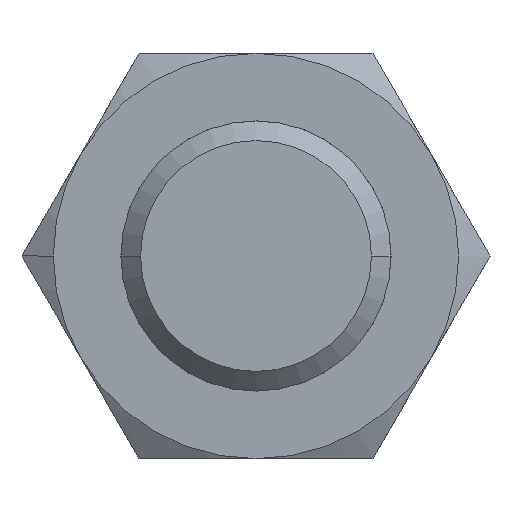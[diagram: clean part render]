
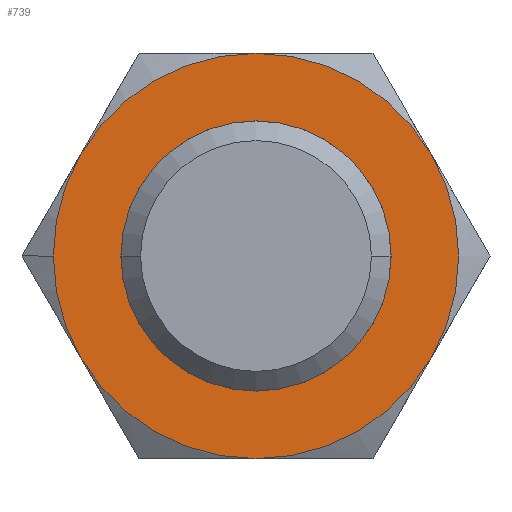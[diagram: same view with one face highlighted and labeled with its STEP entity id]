
A CAD part, front view. The second image highlights one B-rep face of the part: STEP entity #739.
In plain terms, the highlighted planar face has unit normal (0, -1, 0).
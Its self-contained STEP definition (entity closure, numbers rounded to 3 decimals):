
#5 = AXIS2_PLACEMENT_3D ( 'NONE', #421, #480, #722 ) ;
#15 = CARTESIAN_POINT ( 'NONE',  ( 0., 0., -9. ) ) ;
#19 = CARTESIAN_POINT ( 'NONE',  ( 9., 0., 0. ) ) ;
#27 = CARTESIAN_POINT ( 'NONE',  ( 0., 0., 0. ) ) ;
#32 = CARTESIAN_POINT ( 'NONE',  ( -7.794, 0., 4.5 ) ) ;
#40 = CIRCLE ( 'NONE', #703, 9. ) ;
#47 = CARTESIAN_POINT ( 'NONE',  ( -7.794, 0., -4.5 ) ) ;
#55 = ORIENTED_EDGE ( 'NONE', *, *, #683, .F. ) ;
#80 = VERTEX_POINT ( 'NONE', #733 ) ;
#91 = DIRECTION ( 'NONE',  ( 0., 1., 0. ) ) ;
#105 = ORIENTED_EDGE ( 'NONE', *, *, #384, .T. ) ;
#108 = DIRECTION ( 'NONE',  ( -1., 0., 0. ) ) ;
#111 = EDGE_LOOP ( 'NONE', ( #105, #720 ) ) ;
#166 = PLANE ( 'NONE',  #508 ) ;
#170 = FACE_OUTER_BOUND ( 'NONE', #582, .T. ) ;
#177 = ORIENTED_EDGE ( 'NONE', *, *, #440, .F. ) ;
#182 = EDGE_CURVE ( 'NONE', #823, #790, #370, .T. ) ;
#183 = DIRECTION ( 'NONE',  ( -1., 0., 0. ) ) ;
#206 = VERTEX_POINT ( 'NONE', #15 ) ;
#224 = CARTESIAN_POINT ( 'NONE',  ( 0., 0., 0. ) ) ;
#242 = DIRECTION ( 'NONE',  ( -1., 0., 0. ) ) ;
#244 = DIRECTION ( 'NONE',  ( 0., 1., 0. ) ) ;
#246 = CIRCLE ( 'NONE', #461, 9. ) ;
#255 = CARTESIAN_POINT ( 'NONE',  ( 7.794, 0., 4.5 ) ) ;
#260 = CIRCLE ( 'NONE', #338, 9. ) ;
#289 = CIRCLE ( 'NONE', #411, 9. ) ;
#319 = CARTESIAN_POINT ( 'NONE',  ( 0., 0., 0. ) ) ;
#325 = CARTESIAN_POINT ( 'NONE',  ( 6., 0., 0. ) ) ;
#338 = AXIS2_PLACEMENT_3D ( 'NONE', #413, #784, #776 ) ;
#370 = CIRCLE ( 'NONE', #5, 9. ) ;
#379 = EDGE_CURVE ( 'NONE', #80, #777, #289, .T. ) ;
#384 = EDGE_CURVE ( 'NONE', #441, #450, #673, .T. ) ;
#411 = AXIS2_PLACEMENT_3D ( 'NONE', #319, #615, #760 ) ;
#413 = CARTESIAN_POINT ( 'NONE',  ( 0., 0., 0. ) ) ;
#421 = CARTESIAN_POINT ( 'NONE',  ( 0., 0., 0. ) ) ;
#433 = DIRECTION ( 'NONE',  ( -1., 0., 0. ) ) ;
#440 = EDGE_CURVE ( 'NONE', #890, #206, #40, .T. ) ;
#441 = VERTEX_POINT ( 'NONE', #830 ) ;
#450 = VERTEX_POINT ( 'NONE', #325 ) ;
#455 = FACE_BOUND ( 'NONE', #111, .T. ) ;
#461 = AXIS2_PLACEMENT_3D ( 'NONE', #769, #473, #183 ) ;
#473 = DIRECTION ( 'NONE',  ( 0., 1., 0. ) ) ;
#475 = AXIS2_PLACEMENT_3D ( 'NONE', #224, #888, #433 ) ;
#477 = EDGE_CURVE ( 'NONE', #790, #890, #260, .T. ) ;
#479 = ORIENTED_EDGE ( 'NONE', *, *, #785, .F. ) ;
#480 = DIRECTION ( 'NONE',  ( 0., 1., 0. ) ) ;
#486 = ORIENTED_EDGE ( 'NONE', *, *, #182, .F. ) ;
#508 = AXIS2_PLACEMENT_3D ( 'NONE', #19, #244, #691 ) ;
#525 = EDGE_CURVE ( 'NONE', #450, #441, #941, .T. ) ;
#528 = DIRECTION ( 'NONE',  ( -1., 0., 0. ) ) ;
#534 = AXIS2_PLACEMENT_3D ( 'NONE', #27, #91, #242 ) ;
#582 = EDGE_LOOP ( 'NONE', ( #55, #669, #613, #479, #177, #851, #486 ) ) ;
#590 = AXIS2_PLACEMENT_3D ( 'NONE', #694, #841, #685 ) ;
#613 = ORIENTED_EDGE ( 'NONE', *, *, #795, .F. ) ;
#615 = DIRECTION ( 'NONE',  ( 0., 1., 0. ) ) ;
#616 = CARTESIAN_POINT ( 'NONE',  ( 0., 0., 0. ) ) ;
#637 = CIRCLE ( 'NONE', #884, 9. ) ;
#669 = ORIENTED_EDGE ( 'NONE', *, *, #379, .F. ) ;
#673 = CIRCLE ( 'NONE', #534, 6. ) ;
#677 = CIRCLE ( 'NONE', #590, 9. ) ;
#683 = EDGE_CURVE ( 'NONE', #777, #823, #677, .T. ) ;
#684 = CARTESIAN_POINT ( 'NONE',  ( 0., 0., 0. ) ) ;
#685 = DIRECTION ( 'NONE',  ( -1., 0., 0. ) ) ;
#691 = DIRECTION ( 'NONE',  ( -1., 0., 0. ) ) ;
#694 = CARTESIAN_POINT ( 'NONE',  ( 0., 0., 0. ) ) ;
#703 = AXIS2_PLACEMENT_3D ( 'NONE', #684, #905, #528 ) ;
#709 = CARTESIAN_POINT ( 'NONE',  ( 0., 0., 9. ) ) ;
#720 = ORIENTED_EDGE ( 'NONE', *, *, #525, .T. ) ;
#722 = DIRECTION ( 'NONE',  ( -1., 0., 0. ) ) ;
#733 = CARTESIAN_POINT ( 'NONE',  ( -9., 0., 0. ) ) ;
#739 = ADVANCED_FACE ( 'NONE', ( #170, #455 ), #166, .F. ) ;
#760 = DIRECTION ( 'NONE',  ( -1., 0., 0. ) ) ;
#769 = CARTESIAN_POINT ( 'NONE',  ( 0., 0., 0. ) ) ;
#776 = DIRECTION ( 'NONE',  ( -1., 0., 0. ) ) ;
#777 = VERTEX_POINT ( 'NONE', #32 ) ;
#784 = DIRECTION ( 'NONE',  ( 0., 1., 0. ) ) ;
#785 = EDGE_CURVE ( 'NONE', #206, #859, #637, .T. ) ;
#790 = VERTEX_POINT ( 'NONE', #255 ) ;
#795 = EDGE_CURVE ( 'NONE', #859, #80, #246, .T. ) ;
#823 = VERTEX_POINT ( 'NONE', #709 ) ;
#830 = CARTESIAN_POINT ( 'NONE',  ( -6., 0., 0. ) ) ;
#841 = DIRECTION ( 'NONE',  ( 0., 1., 0. ) ) ;
#851 = ORIENTED_EDGE ( 'NONE', *, *, #477, .F. ) ;
#859 = VERTEX_POINT ( 'NONE', #47 ) ;
#884 = AXIS2_PLACEMENT_3D ( 'NONE', #616, #906, #108 ) ;
#888 = DIRECTION ( 'NONE',  ( 0., 1., 0. ) ) ;
#890 = VERTEX_POINT ( 'NONE', #915 ) ;
#905 = DIRECTION ( 'NONE',  ( 0., 1., 0. ) ) ;
#906 = DIRECTION ( 'NONE',  ( 0., 1., 0. ) ) ;
#915 = CARTESIAN_POINT ( 'NONE',  ( 7.794, 0., -4.5 ) ) ;
#941 = CIRCLE ( 'NONE', #475, 6. ) ;
